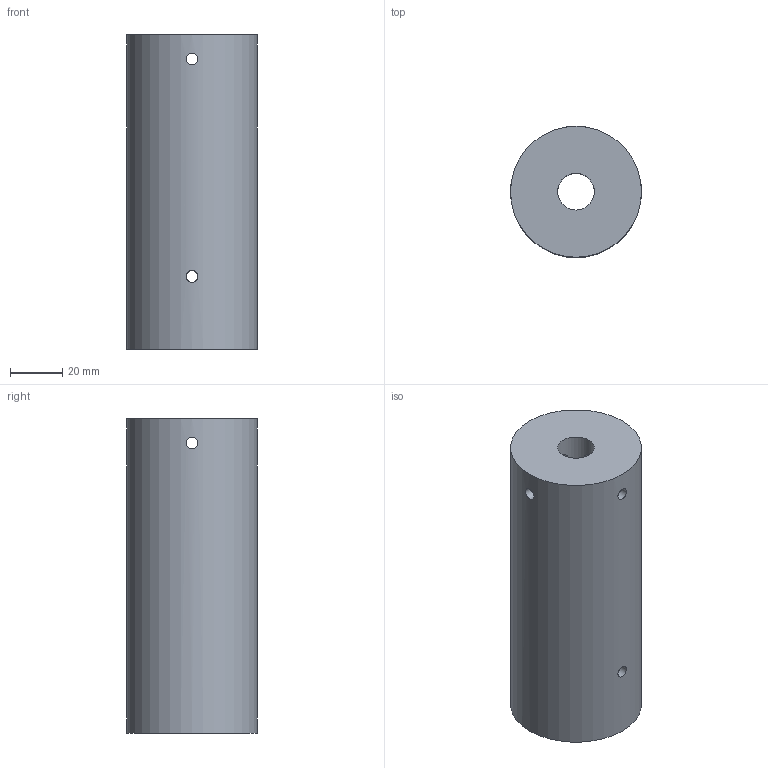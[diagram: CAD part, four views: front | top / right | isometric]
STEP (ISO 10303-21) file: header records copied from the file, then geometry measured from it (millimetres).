
FILE_DESCRIPTION(/* description */ (''),/* implementation_level */ '2;1');
FILE_NAME(/* name */ 'Pièce Yohan Hadji 40mm.step',/* time_stamp */ '2020-01-30T17:33:34+01:00',/* author */ (''),/* organization */ (''),/* preprocessor_version */ 'ST-DEVELOPER v18',/* originating_system */ 'Autodesk Translation Framework v8.12.0.6',/* authorisation */ '');
FILE_SCHEMA (('AUTOMOTIVE_DESIGN { 1 0 10303 214 3 1 1 }'));
Length unit declared in the file: millimetre
Products named in the file (1): Untitled
Bounding box: 50 x 50 x 120 mm (x, y, z)
Volume: 127622.5 mm3; surface area: 35256.4 mm2
Topology: 1 solids, 1 shells, 12 faces, 39 edges, 28 vertices
Faces by surface type: cylinder 9, plane 3
Full cylindrical faces by diameter (mm): 4.5 x6, 14 x1, 40 x1, 50 x1
Entity records: 867 total; most frequent: CARTESIAN_POINT 486, ORIENTED_EDGE 78, DIRECTION 49, EDGE_CURVE 39, VERTEX_POINT 28, EDGE_LOOP 25, B_SPLINE_CURVE_WITH_KNOTS 22, AXIS2_PLACEMENT_3D 19
